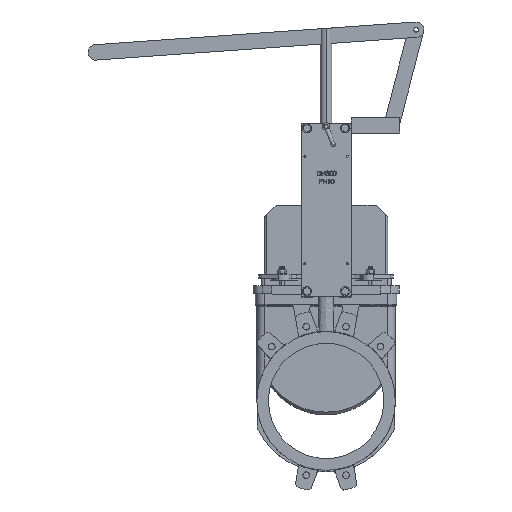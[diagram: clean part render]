
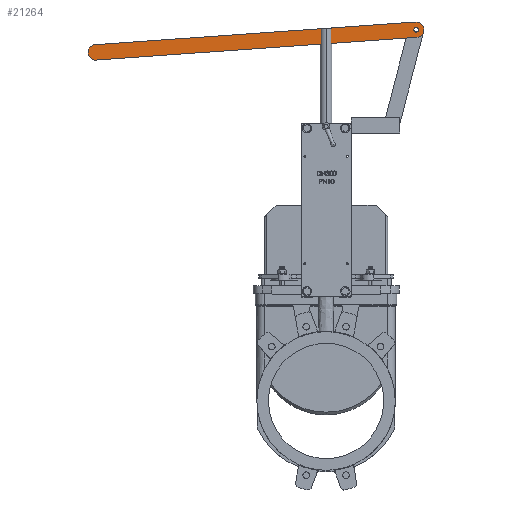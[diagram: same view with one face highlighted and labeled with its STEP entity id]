
A CAD part, top view. The second image highlights one B-rep face of the part: STEP entity #21264.
In plain terms, the highlighted planar face has unit normal (0, 0, 1).
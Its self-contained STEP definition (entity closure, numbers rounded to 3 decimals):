
#688 = CIRCLE ( 'NONE', #67396, 20.616 ) ;
#891 = DIRECTION ( 'NONE',  ( 0., 0., -1. ) ) ;
#3560 = AXIS2_PLACEMENT_3D ( 'NONE', #59920, #43197, #37153 ) ;
#4904 = PLANE ( 'NONE',  #38081 ) ;
#5494 = EDGE_CURVE ( 'NONE', #24593, #13410, #59298, .T. ) ;
#5660 = CARTESIAN_POINT ( 'NONE',  ( 234.413, 965.797, 6. ) ) ;
#6284 = DIRECTION ( 'NONE',  ( -0.071, 0.998, 0. ) ) ;
#6746 = CARTESIAN_POINT ( 'NONE',  ( 233.983, 971.882, 6. ) ) ;
#8820 = DIRECTION ( 'NONE',  ( 0., 0., -1. ) ) ;
#11460 = DIRECTION ( 'NONE',  ( 0., 0., -1. ) ) ;
#12543 = DIRECTION ( 'NONE',  ( 0.998, 0.071, 0. ) ) ;
#13410 = VERTEX_POINT ( 'NONE', #37695 ) ;
#14776 = ORIENTED_EDGE ( 'NONE', *, *, #33622, .T. ) ;
#15490 = AXIS2_PLACEMENT_3D ( 'NONE', #46403, #11460, #52106 ) ;
#16973 = DIRECTION ( 'NONE',  ( 0., 0., -1. ) ) ;
#18128 = EDGE_CURVE ( 'NONE', #13410, #59183, #41238, .T. ) ;
#18269 = LINE ( 'NONE', #64543, #37248 ) ;
#18475 = CARTESIAN_POINT ( 'NONE',  ( 235.826, 945.847, 6. ) ) ;
#21209 = VECTOR ( 'NONE', #47698, 1000. ) ;
#21264 = ADVANCED_FACE ( 'NONE', ( #63355, #22022, #74372 ), #4904, .F. ) ;
#22022 = FACE_BOUND ( 'NONE', #62134, .T. ) ;
#23803 = CARTESIAN_POINT ( 'NONE',  ( 0., 949.202, 6. ) ) ;
#24593 = VERTEX_POINT ( 'NONE', #66483 ) ;
#27180 = CIRCLE ( 'NONE', #36856, 6.1 ) ;
#27404 = DIRECTION ( 'NONE',  ( 0., 0., -1. ) ) ;
#27648 = ORIENTED_EDGE ( 'NONE', *, *, #18128, .F. ) ;
#27837 = EDGE_CURVE ( 'NONE', #28387, #49257, #69616, .T. ) ;
#28387 = VERTEX_POINT ( 'NONE', #49346 ) ;
#28881 = DIRECTION ( 'NONE',  ( -0.071, 0.998, 0. ) ) ;
#31475 = ORIENTED_EDGE ( 'NONE', *, *, #46865, .F. ) ;
#33265 = AXIS2_PLACEMENT_3D ( 'NONE', #23803, #16973, #6284 ) ;
#33622 = EDGE_CURVE ( 'NONE', #64539, #54892, #71230, .T. ) ;
#34165 = DIRECTION ( 'NONE',  ( 0., 0., -1. ) ) ;
#35353 = ORIENTED_EDGE ( 'NONE', *, *, #69901, .T. ) ;
#36856 = AXIS2_PLACEMENT_3D ( 'NONE', #58597, #891, #74542 ) ;
#37153 = DIRECTION ( 'NONE',  ( -0.071, 0.998, 0. ) ) ;
#37248 = VECTOR ( 'NONE', #12543, 1000. ) ;
#37695 = CARTESIAN_POINT ( 'NONE',  ( 235.826, 945.847, 6. ) ) ;
#38081 = AXIS2_PLACEMENT_3D ( 'NONE', #5660, #34165, #28881 ) ;
#38759 = CARTESIAN_POINT ( 'NONE',  ( -598.502, 906.832, 6. ) ) ;
#38822 = AXIS2_PLACEMENT_3D ( 'NONE', #49459, #8820, #44121 ) ;
#41238 = LINE ( 'NONE', #18475, #21209 ) ;
#42468 = CIRCLE ( 'NONE', #38822, 6.1 ) ;
#42573 = ORIENTED_EDGE ( 'NONE', *, *, #55925, .F. ) ;
#43197 = DIRECTION ( 'NONE',  ( 0., 0., -1. ) ) ;
#44121 = DIRECTION ( 'NONE',  ( -0.071, 0.998, 0. ) ) ;
#45086 = CARTESIAN_POINT ( 'NONE',  ( 234.844, 959.712, 6. ) ) ;
#46403 = CARTESIAN_POINT ( 'NONE',  ( 234.413, 965.797, 6. ) ) ;
#46865 = EDGE_CURVE ( 'NONE', #49803, #24593, #18269, .T. ) ;
#47622 = CARTESIAN_POINT ( 'NONE',  ( -602.077, 886.529, 6. ) ) ;
#47698 = DIRECTION ( 'NONE',  ( -0.998, -0.071, 0. ) ) ;
#48028 = DIRECTION ( 'NONE',  ( -0.071, 0.998, 0. ) ) ;
#49257 = VERTEX_POINT ( 'NONE', #73381 ) ;
#49346 = CARTESIAN_POINT ( 'NONE',  ( -0.431, 955.287, 6. ) ) ;
#49459 = CARTESIAN_POINT ( 'NONE',  ( 0., 949.202, 6. ) ) ;
#49803 = VERTEX_POINT ( 'NONE', #71723 ) ;
#52106 = DIRECTION ( 'NONE',  ( -0.071, 0.998, 0. ) ) ;
#53253 = EDGE_CURVE ( 'NONE', #54892, #64539, #27180, .T. ) ;
#54892 = VERTEX_POINT ( 'NONE', #45086 ) ;
#55925 = EDGE_CURVE ( 'NONE', #59183, #49803, #688, .T. ) ;
#58273 = EDGE_LOOP ( 'NONE', ( #74316, #14776 ) ) ;
#58597 = CARTESIAN_POINT ( 'NONE',  ( 234.413, 965.797, 6. ) ) ;
#59183 = VERTEX_POINT ( 'NONE', #47622 ) ;
#59298 = CIRCLE ( 'NONE', #3560, 20. ) ;
#59920 = CARTESIAN_POINT ( 'NONE',  ( 234.413, 965.797, 6. ) ) ;
#62134 = EDGE_LOOP ( 'NONE', ( #35353, #72652 ) ) ;
#63355 = FACE_BOUND ( 'NONE', #58273, .T. ) ;
#64539 = VERTEX_POINT ( 'NONE', #6746 ) ;
#64543 = CARTESIAN_POINT ( 'NONE',  ( -604.902, 926.429, 6. ) ) ;
#66483 = CARTESIAN_POINT ( 'NONE',  ( 233.001, 985.747, 6. ) ) ;
#67396 = AXIS2_PLACEMENT_3D ( 'NONE', #38759, #27404, #48028 ) ;
#69616 = CIRCLE ( 'NONE', #33265, 6.1 ) ;
#69901 = EDGE_CURVE ( 'NONE', #49257, #28387, #42468, .T. ) ;
#70391 = EDGE_LOOP ( 'NONE', ( #73710, #31475, #42573, #27648 ) ) ;
#71230 = CIRCLE ( 'NONE', #15490, 6.1 ) ;
#71723 = CARTESIAN_POINT ( 'NONE',  ( -604.902, 926.429, 6. ) ) ;
#72652 = ORIENTED_EDGE ( 'NONE', *, *, #27837, .T. ) ;
#73381 = CARTESIAN_POINT ( 'NONE',  ( 0.431, 943.117, 6. ) ) ;
#73710 = ORIENTED_EDGE ( 'NONE', *, *, #5494, .F. ) ;
#74316 = ORIENTED_EDGE ( 'NONE', *, *, #53253, .T. ) ;
#74372 = FACE_OUTER_BOUND ( 'NONE', #70391, .T. ) ;
#74542 = DIRECTION ( 'NONE',  ( -0.071, 0.998, 0. ) ) ;
